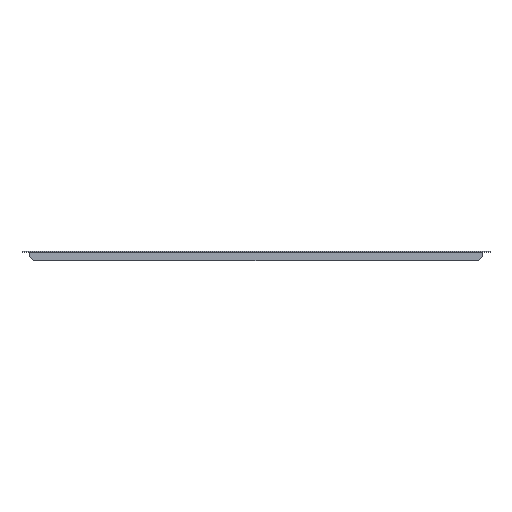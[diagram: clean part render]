
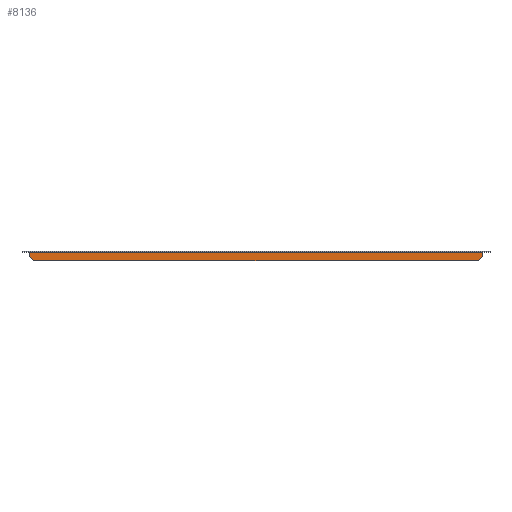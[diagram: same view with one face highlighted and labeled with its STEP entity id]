
A CAD part, front view. The second image highlights one B-rep face of the part: STEP entity #8136.
In plain terms, the highlighted planar face has unit normal (0, -1, 0).
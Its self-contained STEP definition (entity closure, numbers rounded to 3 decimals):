
#43 = DIRECTION ( 'NONE',  ( 0., 0., 1. ) ) ;
#881 = VERTEX_POINT ( 'NONE', #21123 ) ;
#1073 = VECTOR ( 'NONE', #8105, 1000. ) ;
#1888 = EDGE_CURVE ( 'NONE', #17307, #12746, #12294, .T. ) ;
#4742 = CARTESIAN_POINT ( 'NONE',  ( -388., -42., 0. ) ) ;
#5014 = DIRECTION ( 'NONE',  ( 0., 0., 1. ) ) ;
#6416 = LINE ( 'NONE', #32033, #12076 ) ;
#8105 = DIRECTION ( 'NONE',  ( -1., 0., 0. ) ) ;
#8136 = ADVANCED_FACE ( 'NONE', ( #8574 ), #23052, .F. ) ;
#8328 = CARTESIAN_POINT ( 'NONE',  ( 388., -42., 0. ) ) ;
#8574 = FACE_OUTER_BOUND ( 'NONE', #10766, .T. ) ;
#9704 = ORIENTED_EDGE ( 'NONE', *, *, #40353, .T. ) ;
#10536 = ORIENTED_EDGE ( 'NONE', *, *, #45800, .T. ) ;
#10766 = EDGE_LOOP ( 'NONE', ( #28871, #37249, #14344, #10536, #38518, #9704 ) ) ;
#11201 = CARTESIAN_POINT ( 'NONE',  ( 380., -42., -15. ) ) ;
#11207 = LINE ( 'NONE', #33025, #24865 ) ;
#12076 = VECTOR ( 'NONE', #42485, 1000. ) ;
#12294 = LINE ( 'NONE', #19659, #31629 ) ;
#12746 = VERTEX_POINT ( 'NONE', #4742 ) ;
#13438 = VERTEX_POINT ( 'NONE', #44904 ) ;
#14187 = CARTESIAN_POINT ( 'NONE',  ( -388., -42., -7. ) ) ;
#14344 = ORIENTED_EDGE ( 'NONE', *, *, #28094, .F. ) ;
#16173 = CARTESIAN_POINT ( 'NONE',  ( 388., -42., -15. ) ) ;
#16387 = VERTEX_POINT ( 'NONE', #25958 ) ;
#17307 = VERTEX_POINT ( 'NONE', #14187 ) ;
#17655 = CARTESIAN_POINT ( 'NONE',  ( 388., -42., -15. ) ) ;
#19659 = CARTESIAN_POINT ( 'NONE',  ( -388., -42., -15. ) ) ;
#19702 = DIRECTION ( 'NONE',  ( -1., 0., 0. ) ) ;
#20080 = VECTOR ( 'NONE', #19702, 1000. ) ;
#21123 = CARTESIAN_POINT ( 'NONE',  ( -380., -42., -15. ) ) ;
#21639 = CARTESIAN_POINT ( 'NONE',  ( 388., -42., -15. ) ) ;
#23052 = PLANE ( 'NONE',  #42160 ) ;
#24865 = VECTOR ( 'NONE', #36582, 1000. ) ;
#25958 = CARTESIAN_POINT ( 'NONE',  ( 388., -42., 0. ) ) ;
#28094 = EDGE_CURVE ( 'NONE', #28143, #881, #36112, .T. ) ;
#28143 = VERTEX_POINT ( 'NONE', #11201 ) ;
#28871 = ORIENTED_EDGE ( 'NONE', *, *, #1888, .F. ) ;
#31629 = VECTOR ( 'NONE', #43, 1000. ) ;
#32033 = CARTESIAN_POINT ( 'NONE',  ( 384., -42., -11. ) ) ;
#33025 = CARTESIAN_POINT ( 'NONE',  ( 4., -42., -399. ) ) ;
#35144 = EDGE_CURVE ( 'NONE', #13438, #16387, #36387, .T. ) ;
#36112 = LINE ( 'NONE', #21639, #1073 ) ;
#36132 = VECTOR ( 'NONE', #46833, 1000. ) ;
#36387 = LINE ( 'NONE', #17655, #36132 ) ;
#36582 = DIRECTION ( 'NONE',  ( 0.707, 0., -0.707 ) ) ;
#37249 = ORIENTED_EDGE ( 'NONE', *, *, #42925, .T. ) ;
#37263 = LINE ( 'NONE', #8328, #20080 ) ;
#37521 = DIRECTION ( 'NONE',  ( 0., 1., 0. ) ) ;
#38518 = ORIENTED_EDGE ( 'NONE', *, *, #35144, .T. ) ;
#40353 = EDGE_CURVE ( 'NONE', #16387, #12746, #37263, .T. ) ;
#42160 = AXIS2_PLACEMENT_3D ( 'NONE', #16173, #37521, #5014 ) ;
#42485 = DIRECTION ( 'NONE',  ( 0.707, 0., 0.707 ) ) ;
#42925 = EDGE_CURVE ( 'NONE', #17307, #881, #11207, .T. ) ;
#44904 = CARTESIAN_POINT ( 'NONE',  ( 388., -42., -7. ) ) ;
#45800 = EDGE_CURVE ( 'NONE', #28143, #13438, #6416, .T. ) ;
#46833 = DIRECTION ( 'NONE',  ( 0., 0., 1. ) ) ;
